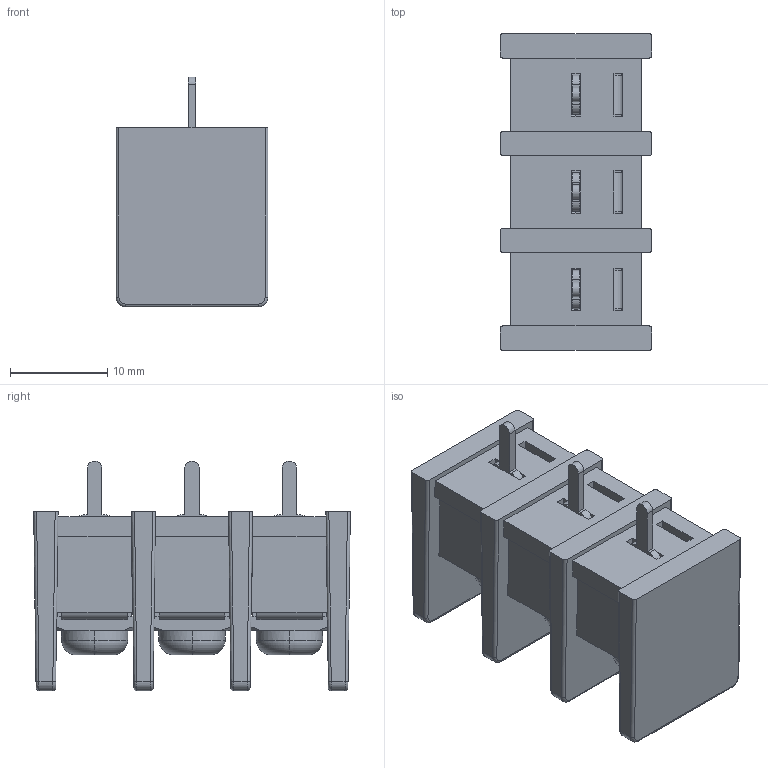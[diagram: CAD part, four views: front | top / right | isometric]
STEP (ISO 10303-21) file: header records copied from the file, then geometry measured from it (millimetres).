
FILE_DESCRIPTION((''),'2;1');
FILE_NAME('DG55C-B-06P-13-00AH','2020-05-25T',('Administrator'),(''),'PRO/ENGINEER BY PARAMETRIC TECHNOLOGY CORPORATION, 2014000','PRO/ENGINEER BY PARAMETRIC TECHNOLOGY CORPORATION, 2014000','');
FILE_SCHEMA(('AUTOMOTIVE_DESIGN { 1 0 10303 214 1 1 1 1 }'));
Products named in the file (1): DG55C-B-06P-13-00AH
Bounding box: 15.6 x 32.5 x 23.6 mm (x, y, z)
Volume: 4615.3 mm3; surface area: 6704.4 mm2
Topology: 3 solids, 15 shells, 1225 faces, 3512 edges, 2254 vertices
Faces by surface type: plane 730, cylinder 332, bspline 96, torus 67
Entity records: 50433 total; most frequent: CARTESIAN_POINT 20499, ORIENTED_EDGE 7000, DIRECTION 5033, EDGE_CURVE 3500, VERTEX_POINT 2254, VECTOR 2093, LINE 2093, AXIS2_PLACEMENT_3D 1470
